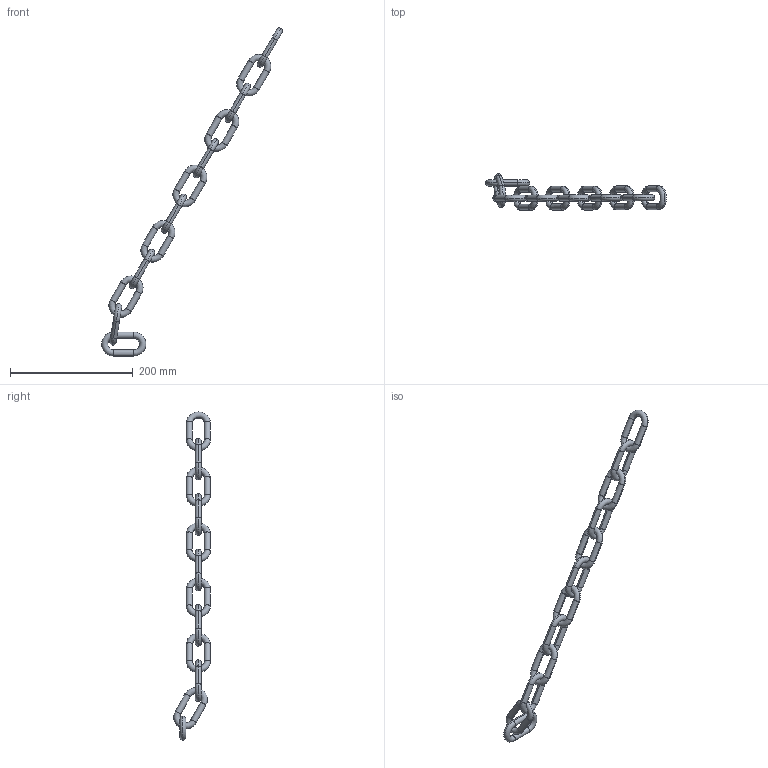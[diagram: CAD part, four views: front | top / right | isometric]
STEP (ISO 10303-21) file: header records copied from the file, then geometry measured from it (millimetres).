
FILE_DESCRIPTION (( 'STEP AP203' ), '1' );
FILE_NAME ('4177-35-CHAIN_REV_1.step', '2025-08-17T04:52:52', ( '' ), ( '' ), 'SwSTEP 2.0', 'SolidWorks 2024', '' );
FILE_SCHEMA (( 'CONFIG_CONTROL_DESIGN' ));
Length unit declared in the file: millimetre
Products named in the file (2): 4177-35-CHAIN_REV_1; chain link
Assembly tree (12 placements, depth 2):
  4177-35-CHAIN_REV_1
    chain link  x12
Bounding box: 294.14 x 59.43 x 533.7 mm (x, y, z)
Volume: 148069.1 mm3; surface area: 59227.6 mm2
Topology: 12 solids, 12 shells, 96 faces, 192 edges, 96 vertices
Faces by surface type: torus 48, cylinder 48
Entity records: 760 total; most frequent: DIRECTION 74, CARTESIAN_POINT 47, AXIS2_PLACEMENT_3D 35, LOCAL_TIME 34, DATE_AND_TIME 34, COORDINATED_UNIVERSAL_TIME_OFFSET 34, CALENDAR_DATE 34, ORIENTED_EDGE 32
